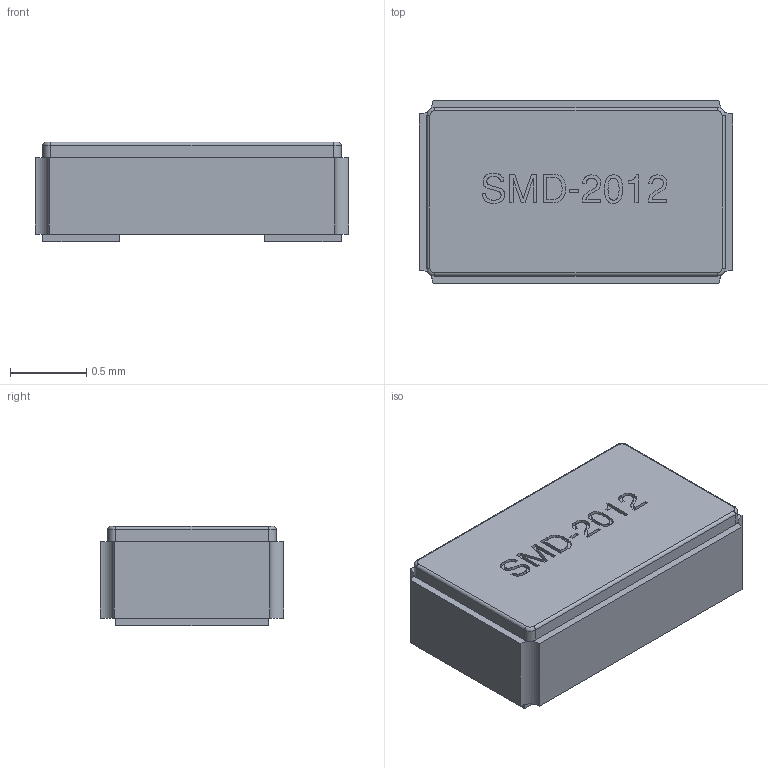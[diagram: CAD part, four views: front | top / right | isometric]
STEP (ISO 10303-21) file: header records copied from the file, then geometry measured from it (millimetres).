
FILE_DESCRIPTION(('FreeCAD Model'),'2;1');
FILE_NAME('Crystal_SMD_2012-2Pin_2.0x1.2mm.stp' ,'2019-07-23T20:32:23',('Author'),(''), 'Open CASCADE STEP processor 7.3','FreeCAD','Unknown');
FILE_SCHEMA(('AUTOMOTIVE_DESIGN { 1 0 10303 214 1 1 1 1 }'));
Length unit declared in the file: millimetre
Products named in the file (1): Fusion002
Bounding box: 2.05 x 1.2 x 0.65 mm (x, y, z)
Volume: 1.5 mm3; surface area: 9 mm2
Topology: 1 solids, 1 shells, 174 faces, 469 edges, 310 vertices
Faces by surface type: extrusion 81, plane 77, cylinder 12, torus 4
Entity records: 6752 total; most frequent: CARTESIAN_POINT 1440, ORIENTED_EDGE 938, DIRECTION 604, EDGE_CURVE 469, VECTOR 360, VERTEX_POINT 310, LINE 279, B_SPLINE_CURVE_WITH_KNOTS 243
